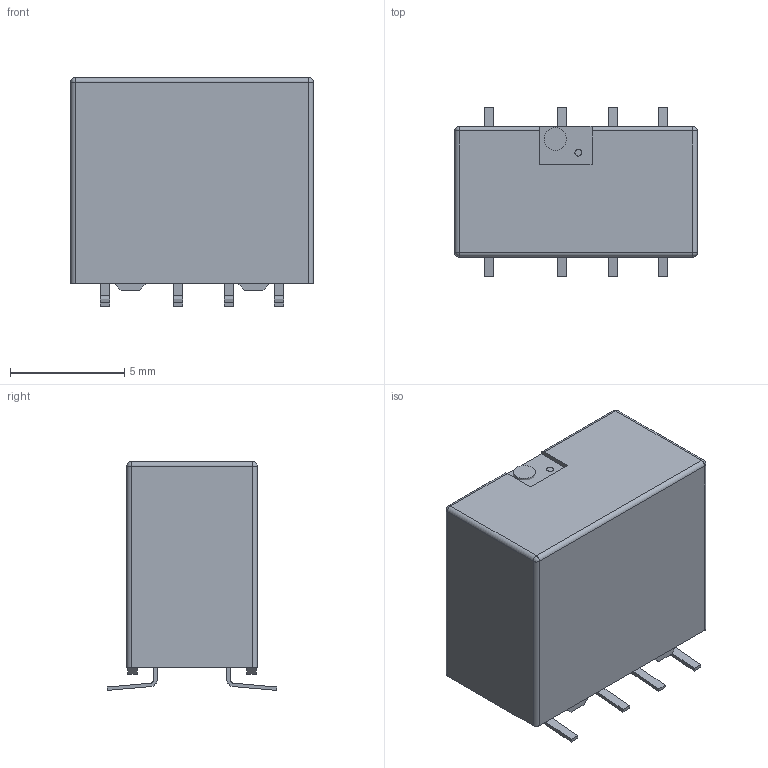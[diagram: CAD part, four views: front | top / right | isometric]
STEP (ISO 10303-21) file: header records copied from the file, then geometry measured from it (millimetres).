
FILE_DESCRIPTION(/* description */ (''),/* implementation_level */ '2;1');
FILE_NAME(/* name */ 'REL_OMRON_G6J-2FL-Y.stp',/* time_stamp */ '2017-02-14T11:41:22+01:00',/* author */ ('jchouvet'),/* organization */ (''),/* preprocessor_version */ 'ST-DEVELOPER v16.1',/* originating_system */ 'AutoCAD Mechanical',/* authorisation */ '');
FILE_SCHEMA (('AUTOMOTIVE_DESIGN { 1 0 10303 214 3 1 1 }'));
Length unit declared in the file: millimetre
Products named in the file (1): Product
Bounding box: 10.6 x 7.43 x 10 mm (x, y, z)
Volume: 544.5 mm3; surface area: 444.5 mm2
Topology: 15 solids, 15 shells, 133 faces, 295 edges, 192 vertices
Faces by surface type: plane 102, cylinder 27, sphere 4
Full cylindrical faces by diameter (mm): 0.3 x1, 0.98 x1
Entity records: 3639 total; most frequent: CARTESIAN_POINT 619, DIRECTION 615, ORIENTED_EDGE 586, EDGE_CURVE 293, LINE 239, VECTOR 239, VERTEX_POINT 192, AXIS2_PLACEMENT_3D 188
